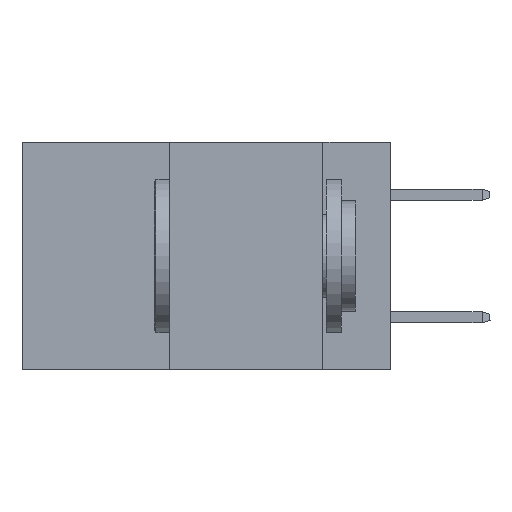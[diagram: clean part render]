
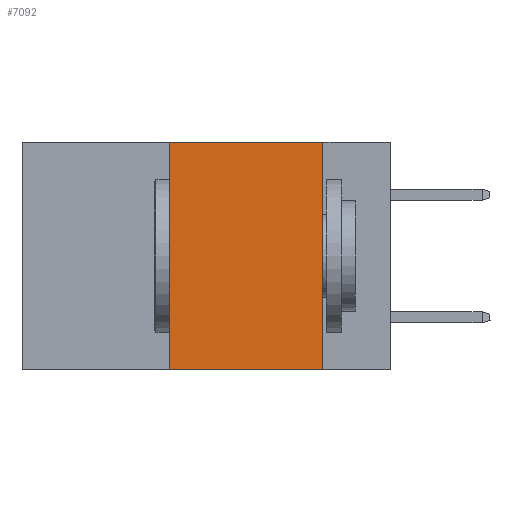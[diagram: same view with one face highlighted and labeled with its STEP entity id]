
A CAD part, left-side view. The second image highlights one B-rep face of the part: STEP entity #7092.
In plain terms, the highlighted planar face has unit normal (-1, 0, 0).
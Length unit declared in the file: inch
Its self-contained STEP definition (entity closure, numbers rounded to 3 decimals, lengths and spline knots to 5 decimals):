
#52 = AXIS2_PLACEMENT_3D ( 'NONE', #23611, #8745, #31250 ) ;
#4700 = DIRECTION ( 'NONE',  ( 0., 0., -1. ) ) ;
#6008 = CARTESIAN_POINT ( 'NONE',  ( 0., 0.6, -0.37 ) ) ;
#7092 = ADVANCED_FACE ( 'NONE', ( #9552 ), #23728, .F. ) ;
#7740 = CARTESIAN_POINT ( 'NONE',  ( 0., 0.11, -0.37 ) ) ;
#8456 = VERTEX_POINT ( 'NONE', #7740 ) ;
#8745 = DIRECTION ( 'NONE',  ( 1., 0., 0. ) ) ;
#8808 = VECTOR ( 'NONE', #14708, 39.37008 ) ;
#9552 = FACE_OUTER_BOUND ( 'NONE', #23112, .T. ) ;
#12535 = VECTOR ( 'NONE', #15976, 39.37008 ) ;
#14708 = DIRECTION ( 'NONE',  ( 0., 0., 1. ) ) ;
#15976 = DIRECTION ( 'NONE',  ( 0., -1., 0. ) ) ;
#16749 = CARTESIAN_POINT ( 'NONE',  ( 0., 0.36, -0.37 ) ) ;
#17100 = VERTEX_POINT ( 'NONE', #16749 ) ;
#17269 = ORIENTED_EDGE ( 'NONE', *, *, #29669, .F. ) ;
#17373 = CARTESIAN_POINT ( 'NONE',  ( 0., 0.11, 0. ) ) ;
#17869 = ORIENTED_EDGE ( 'NONE', *, *, #29502, .F. ) ;
#18067 = EDGE_CURVE ( 'NONE', #29660, #8456, #20841, .T. ) ;
#18919 = CARTESIAN_POINT ( 'NONE',  ( 0., 0.6, 0. ) ) ;
#20841 = LINE ( 'NONE', #28995, #21231 ) ;
#20882 = ORIENTED_EDGE ( 'NONE', *, *, #24922, .T. ) ;
#21231 = VECTOR ( 'NONE', #4700, 39.37008 ) ;
#23112 = EDGE_LOOP ( 'NONE', ( #25138, #17869, #17269, #20882 ) ) ;
#23611 = CARTESIAN_POINT ( 'NONE',  ( 0., 0.6, 0. ) ) ;
#23728 = PLANE ( 'NONE',  #52 ) ;
#24922 = EDGE_CURVE ( 'NONE', #17100, #8456, #29504, .T. ) ;
#25138 = ORIENTED_EDGE ( 'NONE', *, *, #18067, .F. ) ;
#25360 = LINE ( 'NONE', #29465, #8808 ) ;
#27743 = VERTEX_POINT ( 'NONE', #31781 ) ;
#28811 = LINE ( 'NONE', #18919, #29578 ) ;
#28995 = CARTESIAN_POINT ( 'NONE',  ( 0., 0.11, 0. ) ) ;
#29042 = DIRECTION ( 'NONE',  ( 0., -1., 0. ) ) ;
#29465 = CARTESIAN_POINT ( 'NONE',  ( 0., 0.36, 0. ) ) ;
#29502 = EDGE_CURVE ( 'NONE', #27743, #29660, #28811, .T. ) ;
#29504 = LINE ( 'NONE', #6008, #12535 ) ;
#29578 = VECTOR ( 'NONE', #29042, 39.37008 ) ;
#29660 = VERTEX_POINT ( 'NONE', #17373 ) ;
#29669 = EDGE_CURVE ( 'NONE', #17100, #27743, #25360, .T. ) ;
#31250 = DIRECTION ( 'NONE',  ( 0., 0., -1. ) ) ;
#31781 = CARTESIAN_POINT ( 'NONE',  ( 0., 0.36, 0. ) ) ;
